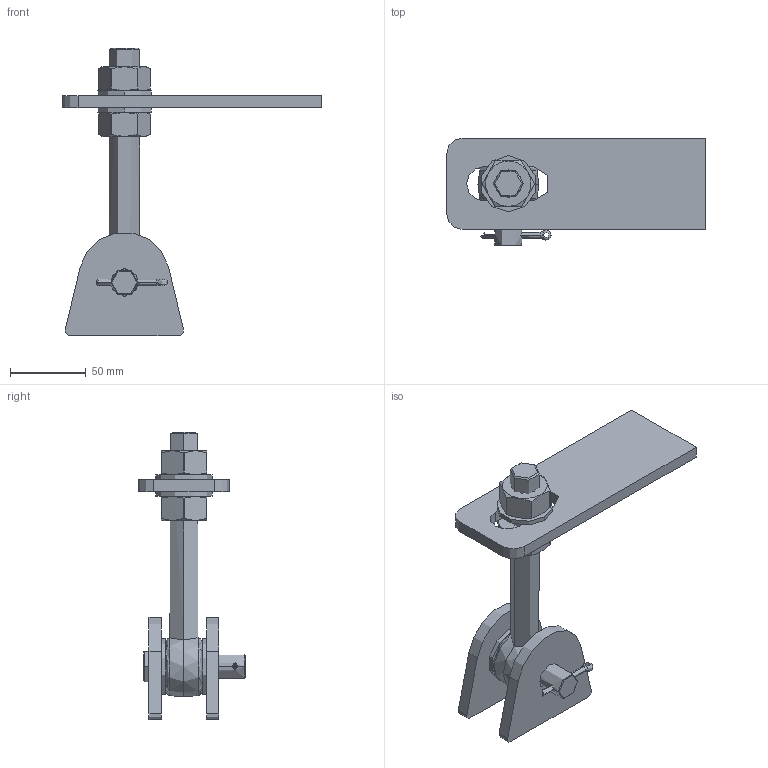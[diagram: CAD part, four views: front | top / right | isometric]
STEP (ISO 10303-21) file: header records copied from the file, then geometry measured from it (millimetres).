
FILE_DESCRIPTION (( 'STEP AP203' ), '1' );
FILE_NAME ('122-M20.step', '2021-07-15T12:30:00', ( '' ), ( '' ), 'SwSTEP 2.0', 'SolidWorks 2018', '' );
FILE_SCHEMA (( 'CONFIG_CONTROL_DESIGN' ));
Length unit declared in the file: millimetre
Products named in the file (21): Torband Teil1; Torband Teil4; DIN 934 M4-M20_DIN 934 M20; Torband Teil2; DIN 934 M4-M20; 121-Mxx Teil6; Torband Teil4_122-M20 Teil4; 121-Mxx Teil6_122-M20 Teil6; Splint DIN94 - ISO 1234 Konfig_DIN 94 4x40; 122-M20; Torband Teil2_122-M20 Teil2; Torband Teil1_122-M20 Teil1; Torband Teil3; Splint DIN94 - ISO 1234 Konfig; Torband Teil3_122-M20 Teil3
Assembly tree (14 placements, depth 2):
  Torband Teil1
  Torband Teil4
  Torband Teil2
  121-Mxx Teil6
  Torband Teil4
Bounding box: 170 x 70.6 x 189 mm (x, y, z)
Volume: 241014.4 mm3; surface area: 78049 mm2
Topology: 12 solids, 12 shells, 407 faces, 1042 edges, 682 vertices
Faces by surface type: plane 173, bspline 99, cylinder 85, cone 41, torus 9
Entity records: 17522 total; most frequent: CARTESIAN_POINT 7668, ORIENTED_EDGE 1808, DIRECTION 1351, EDGE_CURVE 904, VERTEX_POINT 590, AXIS2_PLACEMENT_3D 474, LINE 403, VECTOR 403
